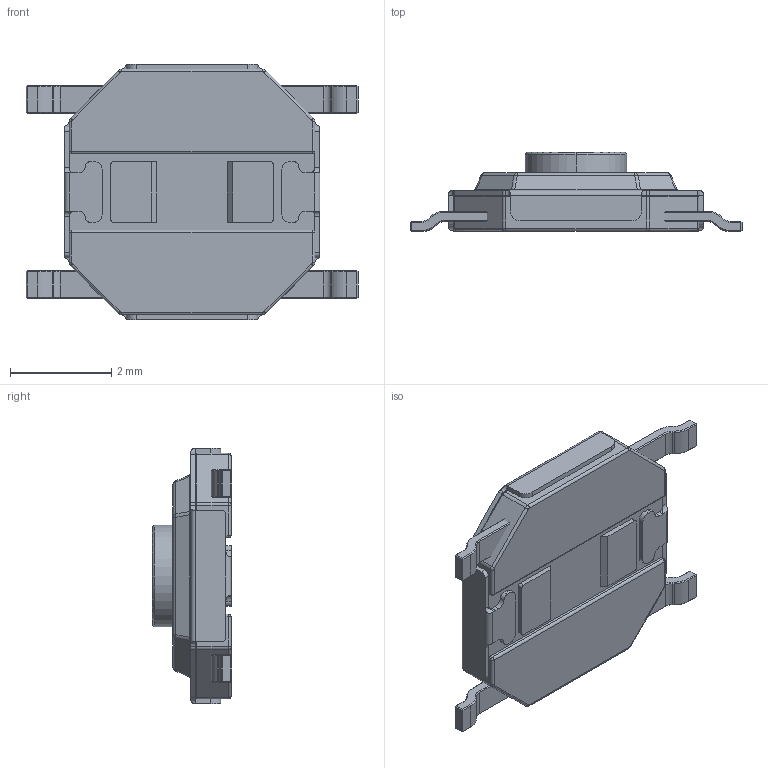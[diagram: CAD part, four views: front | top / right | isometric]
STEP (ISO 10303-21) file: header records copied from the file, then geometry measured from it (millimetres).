
FILE_DESCRIPTION (( 'STEP AP214' ), '1' );
FILE_NAME ('Assem1.STEP', '2015-12-13T05:16:26', ( '' ), ( '' ), 'SwSTEP 2.0', 'SolidWorks 2016', '' );
FILE_SCHEMA (( 'AUTOMOTIVE_DESIGN' ));
Length unit declared in the file: millimetre
Products named in the file (6): shrapnel_默认è_; bottom pin_ﾄｬﾈﾏｨｨ_; copper button_ﾄｬﾈﾏｨｨ_; Assem1; top shield_ﾄｬﾈﾏｨｨ_; bottom part_ﾄｬﾈﾏｨｨ_
Assembly tree (5 placements, depth 2):
  Assem1
    bottom part_ﾄｬﾈﾏｨｨ_
    bottom pin_ﾄｬﾈﾏｨｨ_
    top shield_ﾄｬﾈﾏｨｨ_
    copper button_ﾄｬﾈﾏｨｨ_
    shrapnel_默认è_
Bounding box: 6.55 x 1.56 x 5.05 mm (x, y, z)
Volume: 18.3 mm3; surface area: 214.5 mm2
Topology: 5 solids, 5 shells, 535 faces, 1280 edges, 748 vertices
Faces by surface type: plane 236, cylinder 180, cone 40, torus 39, sphere 28, bspline 12
Entity records: 15676 total; most frequent: CARTESIAN_POINT 3077, DIRECTION 2720, ORIENTED_EDGE 2516, EDGE_CURVE 1258, AXIS2_PLACEMENT_3D 981, LINE 758, VECTOR 758, VERTEX_POINT 748
